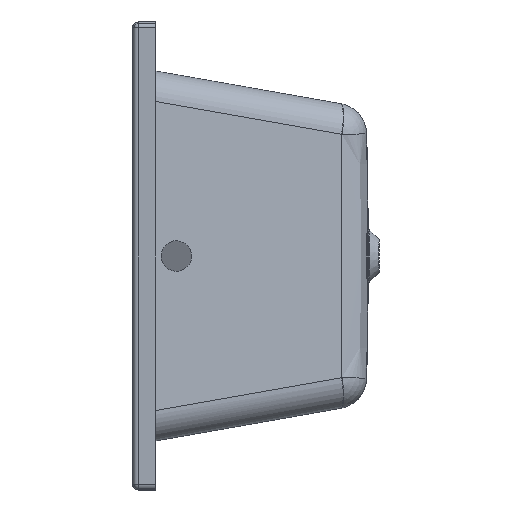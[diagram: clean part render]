
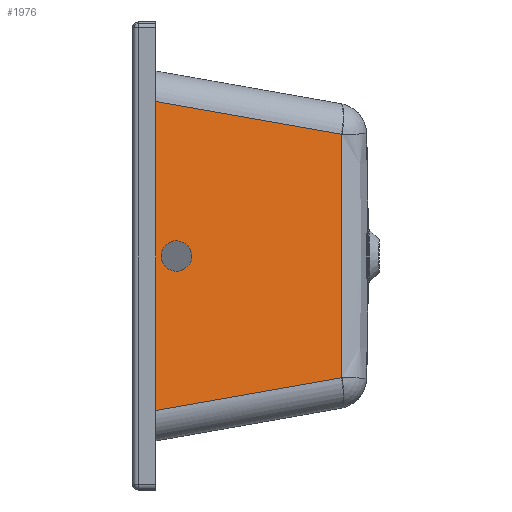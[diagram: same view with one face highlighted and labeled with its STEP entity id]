
A CAD part, left-side view. The second image highlights one B-rep face of the part: STEP entity #1976.
In plain terms, the highlighted planar face has unit normal (-0.978, -0.208, 0).
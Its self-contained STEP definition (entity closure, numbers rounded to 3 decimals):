
#28 = CARTESIAN_POINT ( 'NONE',  ( -821.446, -8.586, -269.665 ) ) ;
#100 = PLANE ( 'NONE',  #3579 ) ;
#124 = DIRECTION ( 'NONE',  ( 0., 0., 1. ) ) ;
#170 = CARTESIAN_POINT ( 'NONE',  ( -747.054, -358.575, -173.374 ) ) ;
#331 = ORIENTED_EDGE ( 'NONE', *, *, #715, .F. ) ;
#379 = CARTESIAN_POINT ( 'NONE',  ( -796.277, -127., 26. ) ) ;
#514 = VERTEX_POINT ( 'NONE', #3607 ) ;
#604 = CARTESIAN_POINT ( 'NONE',  ( -747.167, -358.041, 208.047 ) ) ;
#715 = EDGE_CURVE ( 'NONE', #2206, #2217, #1228, .T. ) ;
#1028 = VERTEX_POINT ( 'NONE', #1639 ) ;
#1108 = ORIENTED_EDGE ( 'NONE', *, *, #2372, .F. ) ;
#1129 = CARTESIAN_POINT ( 'NONE',  ( -747.11, -358.31, -190.71 ) ) ;
#1145 = ORIENTED_EDGE ( 'NONE', *, *, #2149, .F. ) ;
#1162 = ORIENTED_EDGE ( 'NONE', *, *, #3880, .F. ) ;
#1228 = LINE ( 'NONE', #2675, #2771 ) ;
#1286 = VERTEX_POINT ( 'NONE', #2089 ) ;
#1338 = CARTESIAN_POINT ( 'NONE',  ( -807.33, -75., -26. ) ) ;
#1442 = CARTESIAN_POINT ( 'NONE',  ( -747.054, -358.575, 173.374 ) ) ;
#1455 = CARTESIAN_POINT ( 'NONE',  ( -746.668, -360.39, -17.339 ) ) ;
#1520 = CARTESIAN_POINT ( 'NONE',  ( -821.446, -8.586, 269.665 ) ) ;
#1583 = ORIENTED_EDGE ( 'NONE', *, *, #3996, .F. ) ;
#1639 = CARTESIAN_POINT ( 'NONE',  ( -807.33, -75., -26. ) ) ;
#1763 = CARTESIAN_POINT ( 'NONE',  ( -746.753, -359.99, -69.353 ) ) ;
#1779 = CARTESIAN_POINT ( 'NONE',  ( -746.893, -359.333, 121.364 ) ) ;
#1795 =( BOUNDED_CURVE ( )  B_SPLINE_CURVE ( 3, ( #1338, #2573, #379, #3808 ),
 .UNSPECIFIED., .F., .F. ) 
 B_SPLINE_CURVE_WITH_KNOTS ( ( 4, 4 ),
 ( 4.712, 7.854 ),
 .UNSPECIFIED. ) 
 CURVE ( )  GEOMETRIC_REPRESENTATION_ITEM ( )  RATIONAL_B_SPLINE_CURVE ( ( 1., 0.333, 0.333, 1. ) ) 
 REPRESENTATION_ITEM ( '' )  );
#1867 = VECTOR ( 'NONE', #124, 1000. ) ;
#1939 = VERTEX_POINT ( 'NONE', #28 ) ;
#1976 = ADVANCED_FACE ( 'NONE', ( #3455, #2669 ), #100, .T. ) ;
#1981 = ORIENTED_EDGE ( 'NONE', *, *, #3651, .F. ) ;
#2001 = CARTESIAN_POINT ( 'NONE',  ( -818.383, -23., -26. ) ) ;
#2044 = CARTESIAN_POINT ( 'NONE',  ( -746.945, -359.086, -138.701 ) ) ;
#2089 = CARTESIAN_POINT ( 'NONE',  ( -807.33, -75., 26. ) ) ;
#2149 = EDGE_CURVE ( 'NONE', #514, #1939, #3857, .T. ) ;
#2206 = VERTEX_POINT ( 'NONE', #1520 ) ;
#2217 = VERTEX_POINT ( 'NONE', #604 ) ;
#2313 = DIRECTION ( 'NONE',  ( -0.978, -0.208, 0. ) ) ;
#2324 = CARTESIAN_POINT ( 'NONE',  ( -807.33, -75., -26. ) ) ;
#2364 = CARTESIAN_POINT ( 'NONE',  ( -746.688, -360.295, 34.678 ) ) ;
#2372 = EDGE_CURVE ( 'NONE', #1028, #1286, #1795, .T. ) ;
#2379 = CARTESIAN_POINT ( 'NONE',  ( -821.446, -8.586, 0. ) ) ;
#2388 = CARTESIAN_POINT ( 'NONE',  ( -746.753, -359.99, 69.353 ) ) ;
#2391 = DIRECTION ( 'NONE',  ( 0.205, -0.964, -0.17 ) ) ;
#2458 =( BOUNDED_CURVE ( )  B_SPLINE_CURVE ( 3, ( #2896, #3519, #2001, #2324 ),
 .UNSPECIFIED., .F., .F. ) 
 B_SPLINE_CURVE_WITH_KNOTS ( ( 4, 4 ),
 ( 1.571, 4.712 ),
 .UNSPECIFIED. ) 
 CURVE ( )  GEOMETRIC_REPRESENTATION_ITEM ( )  RATIONAL_B_SPLINE_CURVE ( ( 1., 0.333, 0.333, 1. ) ) 
 REPRESENTATION_ITEM ( '' )  );
#2573 = CARTESIAN_POINT ( 'NONE',  ( -796.277, -127., -26. ) ) ;
#2592 = EDGE_LOOP ( 'NONE', ( #1145, #1583, #331, #1981 ) ) ;
#2630 = LINE ( 'NONE', #2379, #1867 ) ;
#2664 = CARTESIAN_POINT ( 'NONE',  ( -746.893, -359.333, -121.364 ) ) ;
#2669 = FACE_OUTER_BOUND ( 'NONE', #2592, .T. ) ;
#2672 = CARTESIAN_POINT ( 'NONE',  ( -746.797, -359.785, -86.69 ) ) ;
#2675 = CARTESIAN_POINT ( 'NONE',  ( -779.268, -207.018, 234.676 ) ) ;
#2712 = DIRECTION ( 'NONE',  ( -0.205, 0.964, -0.17 ) ) ;
#2713 = CARTESIAN_POINT ( 'NONE',  ( -747.11, -358.31, 190.71 ) ) ;
#2757 = VECTOR ( 'NONE', #2712, 1000. ) ;
#2771 = VECTOR ( 'NONE', #2391, 1000. ) ;
#2896 = CARTESIAN_POINT ( 'NONE',  ( -807.33, -75., 26. ) ) ;
#2907 = CARTESIAN_POINT ( 'NONE',  ( -747.167, -358.041, 208.047 ) ) ;
#2976 = CARTESIAN_POINT ( 'NONE',  ( -746.688, -360.295, -34.678 ) ) ;
#3003 = CARTESIAN_POINT ( 'NONE',  ( -746.668, -360.39, 17.34 ) ) ;
#3103 = EDGE_LOOP ( 'NONE', ( #1108, #1162 ) ) ;
#3232 = CARTESIAN_POINT ( 'NONE',  ( -787.684, -167.427, 0. ) ) ;
#3257 = CARTESIAN_POINT ( 'NONE',  ( -746.797, -359.785, 86.691 ) ) ;
#3271 = CARTESIAN_POINT ( 'NONE',  ( -746.945, -359.086, 138.701 ) ) ;
#3318 = CARTESIAN_POINT ( 'NONE',  ( -779.268, -207.018, -234.676 ) ) ;
#3455 = FACE_BOUND ( 'NONE', #3103, .T. ) ;
#3519 = CARTESIAN_POINT ( 'NONE',  ( -818.383, -23., 26. ) ) ;
#3579 = AXIS2_PLACEMENT_3D ( 'NONE', #3232, #2313, #3859 ) ;
#3607 = CARTESIAN_POINT ( 'NONE',  ( -747.167, -358.041, -208.047 ) ) ;
#3651 = EDGE_CURVE ( 'NONE', #1939, #2206, #2630, .T. ) ;
#3718 = B_SPLINE_CURVE_WITH_KNOTS ( 'NONE', 3,
 ( #2907, #2713, #1442, #3271, #1779, #3257, #2388, #2364, #3003, #1455, #2976, #1763, #2672, #2664, #2044, #170, #1129, #3908 ),
 .UNSPECIFIED., .F., .F.,
 ( 4, 2, 2, 2, 2, 2, 2, 2, 4 ),
 ( 0., 0.052, 0.104, 0.156, 0.208, 0.26, 0.312, 0.364, 0.416 ),
 .UNSPECIFIED. ) ;
#3808 = CARTESIAN_POINT ( 'NONE',  ( -807.33, -75., 26. ) ) ;
#3857 = LINE ( 'NONE', #3318, #2757 ) ;
#3859 = DIRECTION ( 'NONE',  ( 0.208, -0.978, 0. ) ) ;
#3880 = EDGE_CURVE ( 'NONE', #1286, #1028, #2458, .T. ) ;
#3908 = CARTESIAN_POINT ( 'NONE',  ( -747.167, -358.041, -208.047 ) ) ;
#3996 = EDGE_CURVE ( 'NONE', #2217, #514, #3718, .T. ) ;
